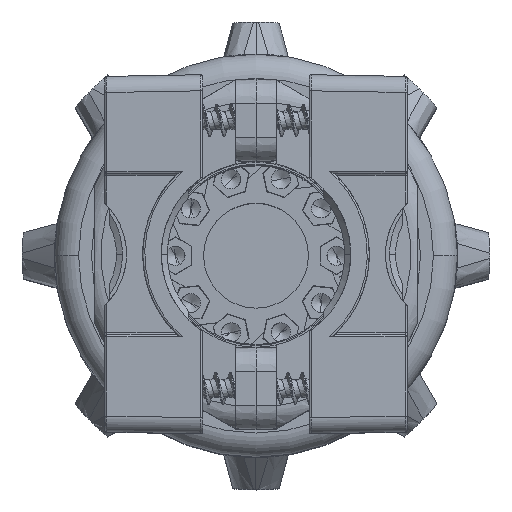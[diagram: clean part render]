
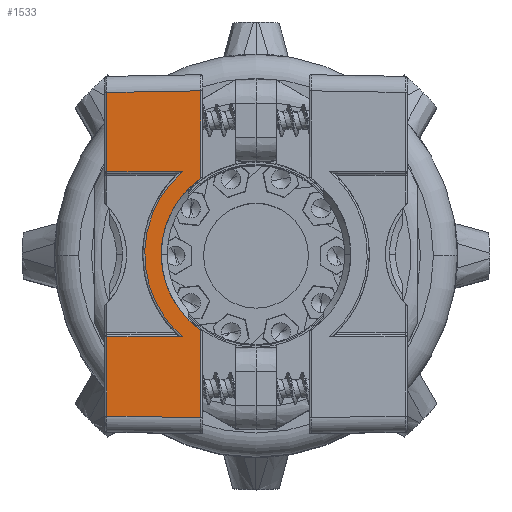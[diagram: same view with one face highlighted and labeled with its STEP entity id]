
A CAD part, top view. The second image highlights one B-rep face of the part: STEP entity #1533.
In plain terms, the highlighted planar face has unit normal (-0.018, 0, 1).
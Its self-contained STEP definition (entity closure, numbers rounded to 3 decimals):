
#1533=ADVANCED_FACE('',(#5032),#5033,.T.);
#5032=FACE_OUTER_BOUND('',#20172,.T.);
#5033=PLANE('',#20173);
#20172=EDGE_LOOP('',(#45721,#45722,#45723,#45724,#45725,#45726,#45727,#45728,#45729,#45730));
#20173=AXIS2_PLACEMENT_3D('',#45731,#45732,#45733);
#45721=ORIENTED_EDGE('',*,*,#52806,.F.);
#45722=ORIENTED_EDGE('',*,*,#52807,.F.);
#45723=ORIENTED_EDGE('',*,*,#52808,.T.);
#45724=ORIENTED_EDGE('',*,*,#52809,.T.);
#45725=ORIENTED_EDGE('',*,*,#52810,.T.);
#45726=ORIENTED_EDGE('',*,*,#52811,.F.);
#45727=ORIENTED_EDGE('',*,*,#52812,.T.);
#45728=ORIENTED_EDGE('',*,*,#52813,.F.);
#45729=ORIENTED_EDGE('',*,*,#52779,.F.);
#45730=ORIENTED_EDGE('',*,*,#52777,.F.);
#45731=CARTESIAN_POINT('',(-6.6,-23.882,36.65));
#45732=DIRECTION('',(-0.017,0.0,1.));
#45733=DIRECTION('',(0.0,1.0,0.0));
#52777=EDGE_CURVE('',#60420,#60422,#60423,.T.);
#52779=EDGE_CURVE('',#60422,#60425,#60426,.T.);
#52806=EDGE_CURVE('',#60466,#60420,#60468,.T.);
#52807=EDGE_CURVE('',#60469,#60466,#60470,.T.);
#52808=EDGE_CURVE('',#60469,#60471,#60472,.T.);
#52809=EDGE_CURVE('',#60471,#60473,#60474,.T.);
#52810=EDGE_CURVE('',#60473,#60475,#60476,.T.);
#52811=EDGE_CURVE('',#60477,#60475,#60478,.T.);
#52812=EDGE_CURVE('',#60477,#60479,#60480,.T.);
#52813=EDGE_CURVE('',#60425,#60479,#60481,.T.);
#60420=VERTEX_POINT('',#81683);
#60422=VERTEX_POINT('',#81685);
#60423=LINE('',#81686,#81687);
#60425=VERTEX_POINT('',#81698);
#60426=B_SPLINE_CURVE_WITH_KNOTS('',3,(#81699,#81700,#81701,#81702,#81703,#81704,#81705,#81706,#81707,#81708,#81709,#81710,#81711,#81712,#81713,#81714,#81715,#81716,#81717,#81718,#81719,#81720,#81721,#81722,#81723,#81724,#81725),.UNSPECIFIED.,.F.,.F.,(4,1,1,1,1,1,1,1,1,1,1,1,1,1,1,1,1,1,1,1,1,1,1,1,4),(0.0,0.016,0.031,0.063,0.094,0.125,0.156,0.188,0.25,0.313,0.375,0.438,0.5,0.563,0.625,0.688,0.75,0.813,0.844,0.875,0.906,0.938,0.969,0.984,1.0),.UNSPECIFIED.);
#60466=VERTEX_POINT('',#81854);
#60468=LINE('',#81869,#81870);
#60469=VERTEX_POINT('',#81871);
#60470=LINE('',#81872,#81873);
#60471=VERTEX_POINT('',#81874);
#60472=LINE('',#81875,#81876);
#60473=VERTEX_POINT('',#81877);
#60474=B_SPLINE_CURVE_WITH_KNOTS('',3,(#81878,#81879,#81880,#81881,#81882,#81883,#81884,#81885,#81886,#81887,#81888,#81889,#81890,#81891,#81892,#81893,#81894,#81895,#81896,#81897,#81898,#81899),.UNSPECIFIED.,.F.,.F.,(4,1,1,1,1,1,1,1,1,1,1,1,1,1,1,1,1,1,1,4),(0.0,0.053,0.105,0.158,0.211,0.263,0.316,0.368,0.421,0.474,0.526,0.579,0.632,0.684,0.737,0.789,0.842,0.895,0.947,1.0),.UNSPECIFIED.);
#60475=VERTEX_POINT('',#81900);
#60476=LINE('',#81901,#81902);
#60477=VERTEX_POINT('',#81903);
#60478=LINE('',#81904,#81905);
#60479=VERTEX_POINT('',#81906);
#60480=LINE('',#81907,#81908);
#60481=LINE('',#81909,#81910);
#81683=CARTESIAN_POINT('',(-6.854,20.271,36.646));
#81685=CARTESIAN_POINT('',(-6.854,9.414,36.646));
#81686=CARTESIAN_POINT('',(-6.854,20.271,36.646));
#81687=VECTOR('',#97216,10.856);
#81698=CARTESIAN_POINT('',(-6.854,-9.414,36.646));
#81699=CARTESIAN_POINT('',(-6.854,9.414,36.646));
#81700=CARTESIAN_POINT('',(-6.994,9.316,36.643));
#81701=CARTESIAN_POINT('',(-7.261,9.12,36.638));
#81702=CARTESIAN_POINT('',(-7.749,8.728,36.63));
#81703=CARTESIAN_POINT('',(-8.289,8.238,36.621));
#81704=CARTESIAN_POINT('',(-8.849,7.649,36.611));
#81705=CARTESIAN_POINT('',(-9.337,7.061,36.602));
#81706=CARTESIAN_POINT('',(-9.765,6.472,36.595));
#81707=CARTESIAN_POINT('',(-10.263,5.688,36.586));
#81708=CARTESIAN_POINT('',(-10.769,4.707,36.577));
#81709=CARTESIAN_POINT('',(-11.218,3.53,36.569));
#81710=CARTESIAN_POINT('',(-11.528,2.354,36.564));
#81711=CARTESIAN_POINT('',(-11.71,1.177,36.561));
#81712=CARTESIAN_POINT('',(-11.77,0.0,36.56));
#81713=CARTESIAN_POINT('',(-11.71,-1.177,36.561));
#81714=CARTESIAN_POINT('',(-11.528,-2.354,36.564));
#81715=CARTESIAN_POINT('',(-11.218,-3.53,36.569));
#81716=CARTESIAN_POINT('',(-10.769,-4.707,36.577));
#81717=CARTESIAN_POINT('',(-10.263,-5.688,36.586));
#81718=CARTESIAN_POINT('',(-9.765,-6.472,36.595));
#81719=CARTESIAN_POINT('',(-9.337,-7.061,36.602));
#81720=CARTESIAN_POINT('',(-8.849,-7.649,36.611));
#81721=CARTESIAN_POINT('',(-8.289,-8.238,36.621));
#81722=CARTESIAN_POINT('',(-7.749,-8.728,36.63));
#81723=CARTESIAN_POINT('',(-7.261,-9.12,36.638));
#81724=CARTESIAN_POINT('',(-6.994,-9.316,36.643));
#81725=CARTESIAN_POINT('',(-6.854,-9.414,36.646));
#81854=CARTESIAN_POINT('',(-18.504,20.068,36.442));
#81869=CARTESIAN_POINT('',(-18.504,20.068,36.442));
#81870=VECTOR('',#97254,11.654);
#81871=CARTESIAN_POINT('',(-18.504,10.25,36.442));
#81872=CARTESIAN_POINT('',(-18.504,10.25,36.442));
#81873=VECTOR('',#97255,9.818);
#81874=CARTESIAN_POINT('',(-9.117,10.25,36.606));
#81875=CARTESIAN_POINT('',(-18.504,10.25,36.442));
#81876=VECTOR('',#97256,9.389);
#81877=CARTESIAN_POINT('',(-9.117,-10.25,36.606));
#81878=CARTESIAN_POINT('',(-9.117,10.25,36.606));
#81879=CARTESIAN_POINT('',(-9.426,9.983,36.601));
#81880=CARTESIAN_POINT('',(-10.018,9.422,36.59));
#81881=CARTESIAN_POINT('',(-10.829,8.502,36.576));
#81882=CARTESIAN_POINT('',(-11.552,7.514,36.564));
#81883=CARTESIAN_POINT('',(-12.184,6.464,36.553));
#81884=CARTESIAN_POINT('',(-12.718,5.362,36.543));
#81885=CARTESIAN_POINT('',(-13.151,4.216,36.536));
#81886=CARTESIAN_POINT('',(-13.479,3.036,36.53));
#81887=CARTESIAN_POINT('',(-13.699,1.831,36.526));
#81888=CARTESIAN_POINT('',(-13.809,0.612,36.524));
#81889=CARTESIAN_POINT('',(-13.809,-0.612,36.524));
#81890=CARTESIAN_POINT('',(-13.699,-1.831,36.526));
#81891=CARTESIAN_POINT('',(-13.479,-3.036,36.53));
#81892=CARTESIAN_POINT('',(-13.151,-4.216,36.536));
#81893=CARTESIAN_POINT('',(-12.718,-5.362,36.543));
#81894=CARTESIAN_POINT('',(-12.184,-6.464,36.553));
#81895=CARTESIAN_POINT('',(-11.552,-7.514,36.564));
#81896=CARTESIAN_POINT('',(-10.829,-8.502,36.576));
#81897=CARTESIAN_POINT('',(-10.018,-9.422,36.59));
#81898=CARTESIAN_POINT('',(-9.426,-9.983,36.601));
#81899=CARTESIAN_POINT('',(-9.117,-10.25,36.606));
#81900=CARTESIAN_POINT('',(-18.504,-10.25,36.442));
#81901=CARTESIAN_POINT('',(-9.117,-10.25,36.606));
#81902=VECTOR('',#97257,9.389);
#81903=CARTESIAN_POINT('',(-18.504,-20.068,36.442));
#81904=CARTESIAN_POINT('',(-18.504,-20.068,36.442));
#81905=VECTOR('',#97258,9.818);
#81906=CARTESIAN_POINT('',(-6.854,-20.271,36.646));
#81907=CARTESIAN_POINT('',(-18.504,-20.068,36.442));
#81908=VECTOR('',#97259,11.654);
#81909=CARTESIAN_POINT('',(-6.854,-9.414,36.646));
#81910=VECTOR('',#97260,10.856);
#97216=DIRECTION('',(0.,-1.0,0.));
#97254=DIRECTION('',(1.,0.017,0.017));
#97255=DIRECTION('',(0.,1.0,0.));
#97256=DIRECTION('',(1.,0.,0.017));
#97257=DIRECTION('',(-1.,0.,-0.017));
#97258=DIRECTION('',(0.,1.0,0.));
#97259=DIRECTION('',(1.,-0.017,0.017));
#97260=DIRECTION('',(0.,-1.0,0.));
